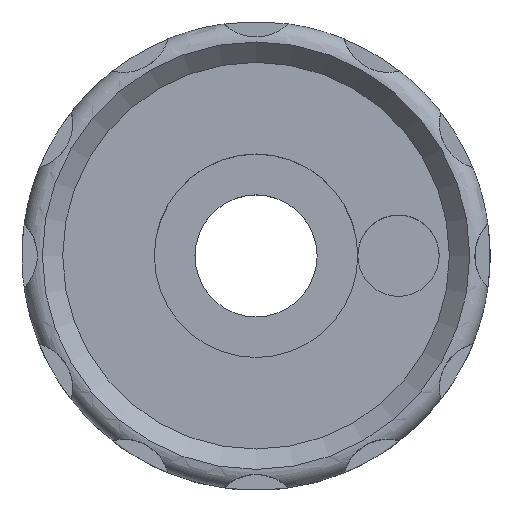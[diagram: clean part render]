
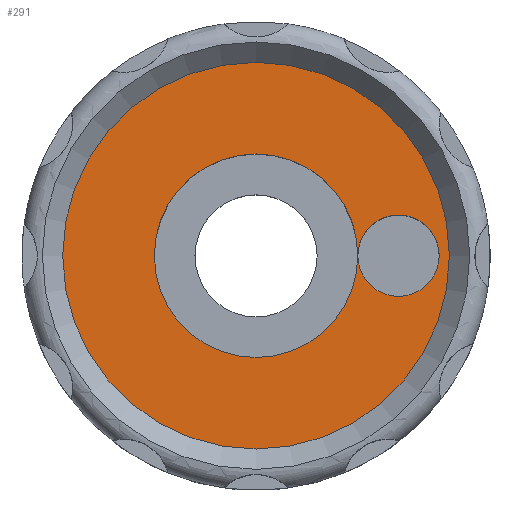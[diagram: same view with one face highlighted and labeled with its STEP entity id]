
A CAD part, top view. The second image highlights one B-rep face of the part: STEP entity #291.
In plain terms, the highlighted planar face has unit normal (0, 0, 1).
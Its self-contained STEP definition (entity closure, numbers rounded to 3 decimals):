
#235=CARTESIAN_POINT('',(5.,0.,19.0));
#236=VERTEX_POINT('',#235);
#237=CARTESIAN_POINT('',(7.,0.0,19.0));
#238=DIRECTION('',(0.0,0.0,-1.0));
#239=DIRECTION('',(-1.0,0.0,0.0));
#240=AXIS2_PLACEMENT_3D('',#237,#238,#239);
#241=CIRCLE('',#240,2.0);
#242=EDGE_CURVE('',#236,#236,#241,.T.);
#265=CARTESIAN_POINT('',(0.,0.,19.0));
#266=DIRECTION('',(0.0,0.0,1.0));
#267=DIRECTION('',(1.0,0.0,0.0));
#268=AXIS2_PLACEMENT_3D('',#265,#266,#267);
#269=PLANE('',#268);
#270=CARTESIAN_POINT('',(9.5,0.,19.0));
#271=VERTEX_POINT('',#270);
#272=CARTESIAN_POINT('',(0.0,0.0,19.0));
#273=DIRECTION('',(0.0,0.0,-1.0));
#274=DIRECTION('',(-1.0,0.0,0.0));
#275=AXIS2_PLACEMENT_3D('',#272,#273,#274);
#276=CIRCLE('',#275,9.5);
#277=EDGE_CURVE('',#271,#271,#276,.T.);
#278=ORIENTED_EDGE('',*,*,#277,.F.);
#279=EDGE_LOOP('',(#278));
#280=FACE_OUTER_BOUND('',#279,.T.);
#281=CARTESIAN_POINT('',(0.0,0.0,19.0));
#282=DIRECTION('',(0.0,0.0,1.0));
#283=DIRECTION('',(-1.0,0.0,0.0));
#284=AXIS2_PLACEMENT_3D('',#281,#282,#283);
#285=CIRCLE('',#284,5.);
#286=EDGE_CURVE('',#236,#236,#285,.T.);
#287=ORIENTED_EDGE('',*,*,#286,.F.);
#288=ORIENTED_EDGE('',*,*,#242,.T.);
#289=EDGE_LOOP('',(#287,#288));
#290=FACE_BOUND('',#289,.T.);
#291=ADVANCED_FACE('',(#280,#290),#269,.T.);
